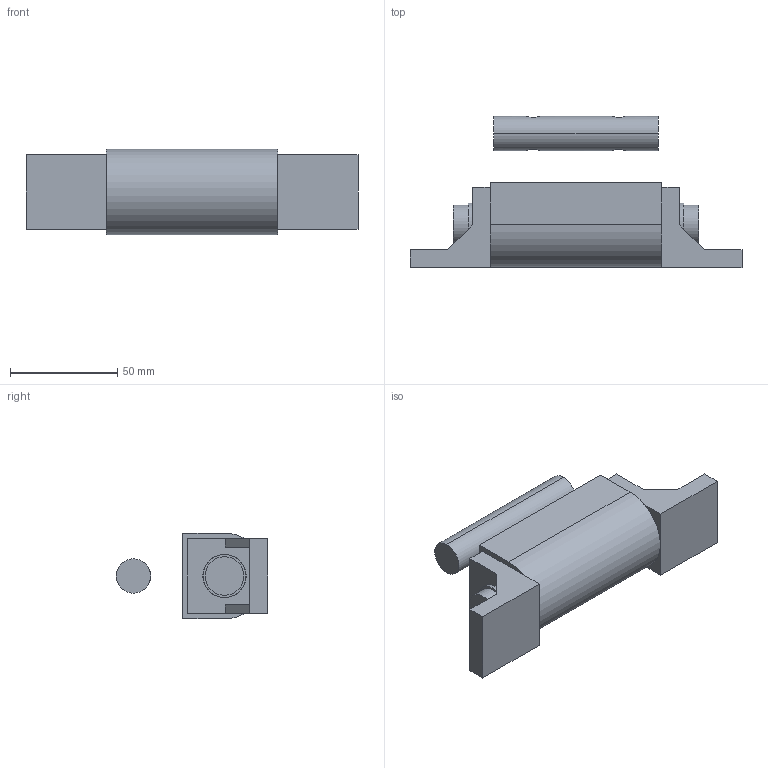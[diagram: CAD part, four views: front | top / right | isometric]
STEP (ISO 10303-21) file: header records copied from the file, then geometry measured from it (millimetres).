
FILE_DESCRIPTION(('STEP AP214'),'1');
FILE_NAME('cctmp_7FFA4BE6-4E1D-4416-A5C9-BC1D5FDCCA9F_2024_01_25_16_37_15_0190_10028..stp','2024-01-25T15:37:15',('Bosch Rexroth AG'),('CADClick - www.CADClick.com'),'Spatial InterOp 3D',' ','unknown authorization - (Healing Option Enabled)');
FILE_SCHEMA(('AUTOMOTIVE_DESIGN'));
Length unit declared in the file: millimetre
Products named in the file (2): 1; 2
Bounding box: 155 x 70.65 x 40 mm (x, y, z)
Volume: 154454.2 mm3; surface area: 34862.1 mm2
Topology: 2 solids, 5 shells, 99 faces, 234 edges, 152 vertices
Faces by surface type: plane 58, cylinder 37, cone 4
Entity records: 3955 total; most frequent: CARTESIAN_POINT 751, DIRECTION 506, ORIENTED_EDGE 468, EDGE_CURVE 234, AXIS2_PLACEMENT_3D 179, VERTEX_POINT 152, LINE 148, VECTOR 148
